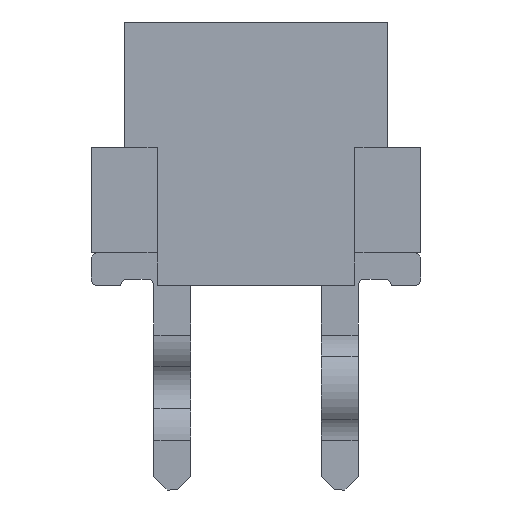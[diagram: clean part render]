
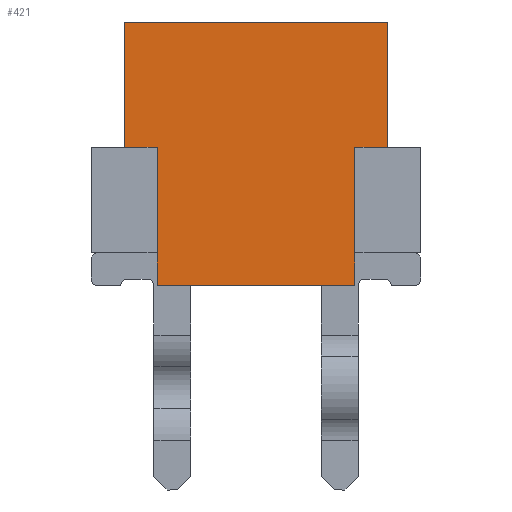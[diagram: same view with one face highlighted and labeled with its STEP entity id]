
A CAD part, left-side view. The second image highlights one B-rep face of the part: STEP entity #421.
In plain terms, the highlighted planar face has unit normal (-1, 0, 0).
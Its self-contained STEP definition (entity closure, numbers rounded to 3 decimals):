
#421 = ADVANCED_FACE( '', ( #999 ), #1000, .F. );
#999 = FACE_OUTER_BOUND( '', #1739, .T. );
#1000 = PLANE( '', #1740 );
#1739 = EDGE_LOOP( '', ( #2794, #2795, #2796, #2797, #2798, #2799, #2800, #2801, #2802, #2803 ) );
#1740 = AXIS2_PLACEMENT_3D( '', #2804, #2805, #2806 );
#2794 = ORIENTED_EDGE( '', *, *, #4670, .F. );
#2795 = ORIENTED_EDGE( '', *, *, #4963, .F. );
#2796 = ORIENTED_EDGE( '', *, *, #4964, .F. );
#2797 = ORIENTED_EDGE( '', *, *, #4710, .F. );
#2798 = ORIENTED_EDGE( '', *, *, #4965, .F. );
#2799 = ORIENTED_EDGE( '', *, *, #4966, .F. );
#2800 = ORIENTED_EDGE( '', *, *, #4967, .F. );
#2801 = ORIENTED_EDGE( '', *, *, #4968, .F. );
#2802 = ORIENTED_EDGE( '', *, *, #4969, .F. );
#2803 = ORIENTED_EDGE( '', *, *, #4970, .F. );
#2804 = CARTESIAN_POINT( '', ( -4.075, 0., 0. ) );
#2805 = DIRECTION( '', ( 1., 0., 0. ) );
#2806 = DIRECTION( '', ( 0., 0., -1. ) );
#4670 = EDGE_CURVE( '', #5604, #5606, #5607, .T. );
#4710 = EDGE_CURVE( '', #5683, #5684, #5685, .T. );
#4963 = EDGE_CURVE( '', #6126, #5604, #6127, .T. );
#4964 = EDGE_CURVE( '', #5684, #6126, #6128, .T. );
#4965 = EDGE_CURVE( '', #6129, #5683, #6130, .T. );
#4966 = EDGE_CURVE( '', #6131, #6129, #6132, .T. );
#4967 = EDGE_CURVE( '', #6133, #6131, #6134, .T. );
#4968 = EDGE_CURVE( '', #6135, #6133, #6136, .T. );
#4969 = EDGE_CURVE( '', #6137, #6135, #6138, .T. );
#4970 = EDGE_CURVE( '', #5606, #6137, #6139, .T. );
#5604 = VERTEX_POINT( '', #6986 );
#5606 = VERTEX_POINT( '', #6989 );
#5607 = LINE( '', #6990, #6991 );
#5683 = VERTEX_POINT( '', #7104 );
#5684 = VERTEX_POINT( '', #7105 );
#5685 = LINE( '', #7106, #7107 );
#6126 = VERTEX_POINT( '', #7753 );
#6127 = LINE( '', #7754, #7755 );
#6128 = LINE( '', #7756, #7757 );
#6129 = VERTEX_POINT( '', #7758 );
#6130 = LINE( '', #7759, #7760 );
#6131 = VERTEX_POINT( '', #7761 );
#6132 = LINE( '', #7762, #7763 );
#6133 = VERTEX_POINT( '', #7764 );
#6134 = LINE( '', #7765, #7766 );
#6135 = VERTEX_POINT( '', #7767 );
#6136 = LINE( '', #7768, #7769 );
#6137 = VERTEX_POINT( '', #7770 );
#6138 = LINE( '', #7771, #7772 );
#6139 = LINE( '', #7773, #7774 );
#6986 = CARTESIAN_POINT( '', ( -4.075, -1.5, 0. ) );
#6989 = CARTESIAN_POINT( '', ( -4.075, -1.5, -1.6 ) );
#6990 = CARTESIAN_POINT( '', ( -4.075, -1.5, 0. ) );
#6991 = VECTOR( '', #8971, 1000. );
#7104 = CARTESIAN_POINT( '', ( -4.075, 2., 1.9 ) );
#7105 = CARTESIAN_POINT( '', ( -4.075, -2., 1.9 ) );
#7106 = CARTESIAN_POINT( '', ( -4.075, 2., 1.9 ) );
#7107 = VECTOR( '', #9009, 1000. );
#7753 = CARTESIAN_POINT( '', ( -4.075, -2., 0. ) );
#7754 = CARTESIAN_POINT( '', ( -4.075, -2., 0. ) );
#7755 = VECTOR( '', #9257, 1000. );
#7756 = CARTESIAN_POINT( '', ( -4.075, -2., 1.9 ) );
#7757 = VECTOR( '', #9258, 1000. );
#7758 = CARTESIAN_POINT( '', ( -4.075, 2., 0. ) );
#7759 = CARTESIAN_POINT( '', ( -4.075, 2., 0. ) );
#7760 = VECTOR( '', #9259, 1000. );
#7761 = CARTESIAN_POINT( '', ( -4.075, 1.5, 0. ) );
#7762 = CARTESIAN_POINT( '', ( -4.075, 1.5, 0. ) );
#7763 = VECTOR( '', #9260, 1000. );
#7764 = CARTESIAN_POINT( '', ( -4.075, 1.5, -1.6 ) );
#7765 = CARTESIAN_POINT( '', ( -4.075, 1.5, -2.1 ) );
#7766 = VECTOR( '', #9261, 1000. );
#7767 = CARTESIAN_POINT( '', ( -4.075, 1.5, -2.1 ) );
#7768 = CARTESIAN_POINT( '', ( -4.075, 1.5, -2.1 ) );
#7769 = VECTOR( '', #9262, 1000. );
#7770 = CARTESIAN_POINT( '', ( -4.075, -1.5, -2.1 ) );
#7771 = CARTESIAN_POINT( '', ( -4.075, -1.5, -2.1 ) );
#7772 = VECTOR( '', #9263, 1000. );
#7773 = CARTESIAN_POINT( '', ( -4.075, -1.5, 0. ) );
#7774 = VECTOR( '', #9264, 1000. );
#8971 = DIRECTION( '', ( 0., 0., -1. ) );
#9009 = DIRECTION( '', ( 0., -1., 0. ) );
#9257 = DIRECTION( '', ( 0., 1., 0. ) );
#9258 = DIRECTION( '', ( 0., 0., -1. ) );
#9259 = DIRECTION( '', ( 0., 0., 1. ) );
#9260 = DIRECTION( '', ( 0., 1., 0. ) );
#9261 = DIRECTION( '', ( 0., 0., 1. ) );
#9262 = DIRECTION( '', ( 0., 0., 1. ) );
#9263 = DIRECTION( '', ( 0., 1., 0. ) );
#9264 = DIRECTION( '', ( 0., 0., -1. ) );
